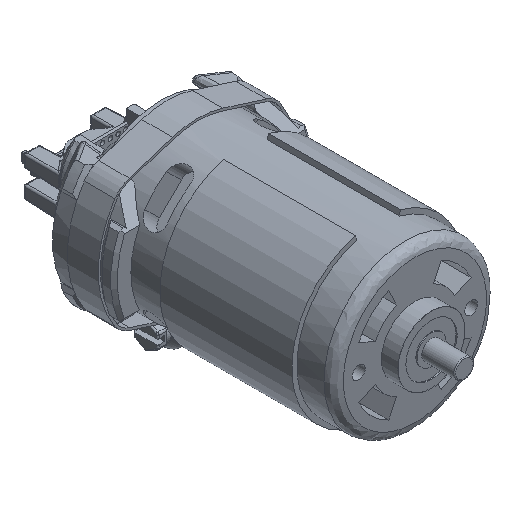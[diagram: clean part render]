
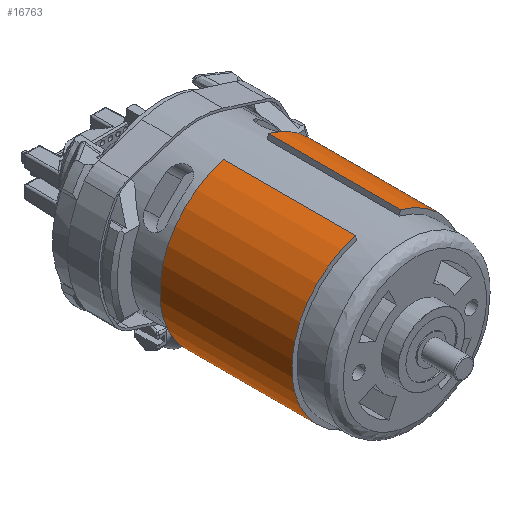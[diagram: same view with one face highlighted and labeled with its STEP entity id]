
A CAD part, isometric view. The second image highlights one B-rep face of the part: STEP entity #16763.
In plain terms, the highlighted cylindrical face has radius 22.3 mm (diameter 44.6 mm), a partial arc.
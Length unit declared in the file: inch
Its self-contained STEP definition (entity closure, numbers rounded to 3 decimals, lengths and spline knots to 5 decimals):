
#962 = CARTESIAN_POINT ( 'NONE',  ( 0.22831, -0.3195, 0.84775 ) ) ;
#1264 = EDGE_CURVE ( 'NONE', #11039, #23479, #14167, .T. ) ;
#2178 = CARTESIAN_POINT ( 'NONE',  ( 0.22831, -1.6625, 0.84775 ) ) ;
#3246 = EDGE_CURVE ( 'NONE', #23479, #11244, #13559, .T. ) ;
#4855 = ORIENTED_EDGE ( 'NONE', *, *, #16715, .F. ) ;
#5340 = VERTEX_POINT ( 'NONE', #962 ) ;
#5423 = EDGE_LOOP ( 'NONE', ( #22800, #24371, #9661, #4855 ) ) ;
#5451 = CARTESIAN_POINT ( 'NONE',  ( 0., -1.6625, 0. ) ) ;
#6851 = CARTESIAN_POINT ( 'NONE',  ( -0.22831, -1.6625, 0.84775 ) ) ;
#6913 = CIRCLE ( 'NONE', #23403, 0.87795 ) ;
#7063 = CARTESIAN_POINT ( 'NONE',  ( 0., 0.47715, 0. ) ) ;
#7197 = CARTESIAN_POINT ( 'NONE',  ( 0., -0.3195, 0. ) ) ;
#7391 = DIRECTION ( 'NONE',  ( 0., 0., -1. ) ) ;
#8290 = DIRECTION ( 'NONE',  ( 0., -1., 0. ) ) ;
#9123 = DIRECTION ( 'NONE',  ( 0., 0., -1. ) ) ;
#9184 = DIRECTION ( 'NONE',  ( 0., 0., -1. ) ) ;
#9196 = CARTESIAN_POINT ( 'NONE',  ( -0.22831, -0.3195, 0.84775 ) ) ;
#9661 = ORIENTED_EDGE ( 'NONE', *, *, #17395, .F. ) ;
#10739 = DIRECTION ( 'NONE',  ( 0., 1., 0. ) ) ;
#11039 = VERTEX_POINT ( 'NONE', #9196 ) ;
#11244 = VERTEX_POINT ( 'NONE', #2178 ) ;
#11521 = CYLINDRICAL_SURFACE ( 'NONE', #15561, 0.87795 ) ;
#12778 = CARTESIAN_POINT ( 'NONE',  ( 0.22831, 0.47715, 0.84775 ) ) ;
#13026 = VECTOR ( 'NONE', #10739, 39.37008 ) ;
#13051 = LINE ( 'NONE', #12778, #13026 ) ;
#13559 = CIRCLE ( 'NONE', #18947, 0.87795 ) ;
#14167 = LINE ( 'NONE', #24716, #24750 ) ;
#15561 = AXIS2_PLACEMENT_3D ( 'NONE', #7063, #23051, #9123 ) ;
#16715 = EDGE_CURVE ( 'NONE', #11244, #5340, #13051, .T. ) ;
#16763 = ADVANCED_FACE ( 'NONE', ( #20053 ), #11521, .T. ) ;
#17395 = EDGE_CURVE ( 'NONE', #5340, #11039, #6913, .T. ) ;
#18947 = AXIS2_PLACEMENT_3D ( 'NONE', #5451, #19408, #7391 ) ;
#19408 = DIRECTION ( 'NONE',  ( 0., -1., 0. ) ) ;
#20053 = FACE_OUTER_BOUND ( 'NONE', #5423, .T. ) ;
#21192 = DIRECTION ( 'NONE',  ( 0., 1., 0. ) ) ;
#22800 = ORIENTED_EDGE ( 'NONE', *, *, #3246, .F. ) ;
#23051 = DIRECTION ( 'NONE',  ( 0., 1., 0. ) ) ;
#23403 = AXIS2_PLACEMENT_3D ( 'NONE', #7197, #21192, #9184 ) ;
#23479 = VERTEX_POINT ( 'NONE', #6851 ) ;
#24371 = ORIENTED_EDGE ( 'NONE', *, *, #1264, .F. ) ;
#24716 = CARTESIAN_POINT ( 'NONE',  ( -0.22831, 0.47715, 0.84775 ) ) ;
#24750 = VECTOR ( 'NONE', #8290, 39.37008 ) ;
